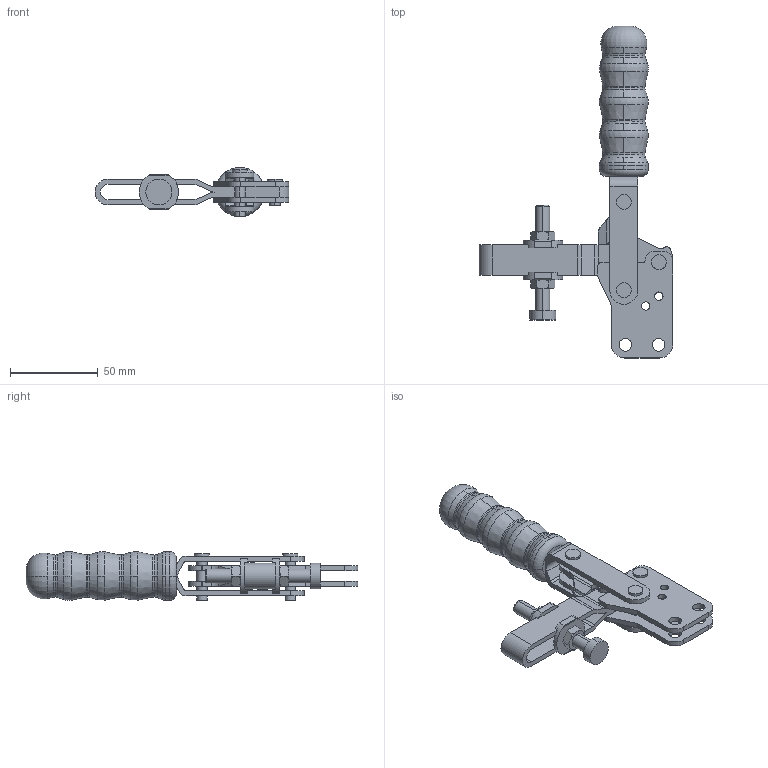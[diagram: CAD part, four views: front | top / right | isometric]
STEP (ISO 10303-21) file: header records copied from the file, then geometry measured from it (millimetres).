
FILE_DESCRIPTION( ( '' ), '1' );
FILE_NAME( 'v250_1b_2_03.stp', '2006-11-29T10:32:35', ( '' ), ( '' ), ' ', ' ', ' ' );
FILE_SCHEMA( ( 'CONFIG_CONTROL_DESIGN' ) );
Length unit declared in the file: millimetre
Products named in the file (8): 1; 2; 3; 4; 5; 6; 7; 8
Bounding box: 110.7 x 189.7 x 28 mm (x, y, z)
Volume: 87963.7 mm3; surface area: 40612.6 mm2
Topology: 8 solids, 8 shells, 319 faces, 823 edges, 536 vertices
Faces by surface type: cylinder 133, plane 108, cone 50, torus 28
Entity records: 10407 total; most frequent: CARTESIAN_POINT 1998, DIRECTION 1811, ORIENTED_EDGE 1646, EDGE_CURVE 823, AXIS2_PLACEMENT_3D 733, VERTEX_POINT 536, CIRCLE 392, EDGE_LOOP 373
